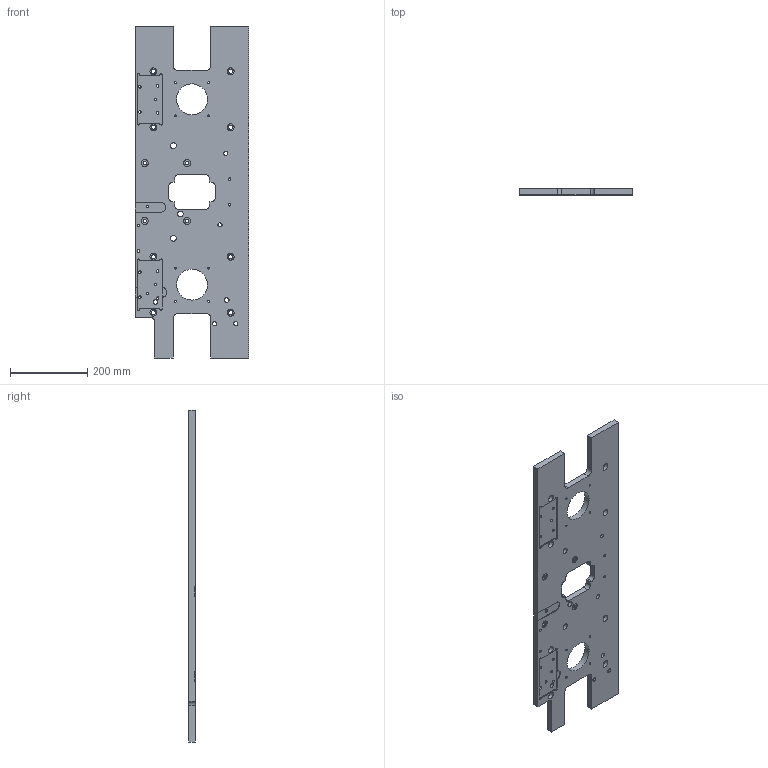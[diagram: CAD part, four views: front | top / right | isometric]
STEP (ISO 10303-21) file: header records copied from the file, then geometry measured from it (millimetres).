
FILE_DESCRIPTION((' '),'2;1');
FILE_NAME( '80220260004.stp', '2023-09-08T21:26:14', (' '), ('--- Datakit www.datakit.com---'), ' Datakit CrossCadWare V2022.4 Sep 23 2022', 'DATAKIT 2023 (c)', ' ');
FILE_SCHEMA(('AP242_MANAGED_MODEL_BASED_3D_ENGINEERING_MIM_LF { 1 0 10303 442 1 1 4 }'));
Length unit declared in the file: millimetre
Products named in the file (1): Compo-1
Bounding box: 295 x 16 x 860 mm (x, y, z)
Volume: 3200364.4 mm3; surface area: 489620.2 mm2
Topology: 1 solids, 1 shells, 167 faces, 456 edges, 314 vertices
Faces by surface type: bspline 167
Entity records: 9522 total; most frequent: CARTESIAN_POINT 6385, ORIENTED_EDGE 912, B_SPLINE_CURVE_WITH_KNOTS 456, EDGE_CURVE 456, VERTEX_POINT 314, EDGE_LOOP 286, FACE_OUTER_BOUND 167, B_SPLINE_SURFACE_WITH_KNOTS 167
